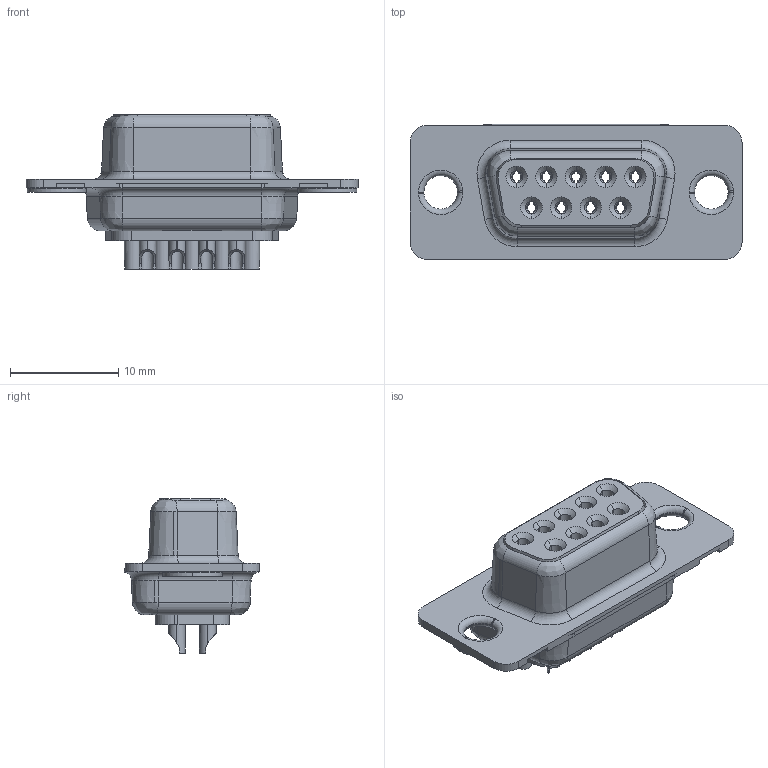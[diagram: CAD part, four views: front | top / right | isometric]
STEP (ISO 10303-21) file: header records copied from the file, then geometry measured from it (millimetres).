
FILE_DESCRIPTION(('STEP AP242'),'1');
FILE_NAME('de09s064tlf.stp','2020-01-09T15:02:11',('TraceParts'),('TraceParts S.A.'),'Spatial InterOp 3D',' ',' ');
FILE_SCHEMA(('AP242_MANAGED_MODEL_BASED_3D_ENGINEERING_MIM_LF {1 0 10303 442 1 1 4}'));
Length unit declared in the file: millimetre
Products named in the file (1): de09s064tlf
Bounding box: 30.67 x 12.49 x 14.25 mm (x, y, z)
Volume: 1600.6 mm3; surface area: 3896.4 mm2
Topology: 1 solids, 1 shells, 1763 faces, 4495 edges, 2742 vertices
Faces by surface type: cylinder 515, cone 469, torus 362, plane 361, bspline 56
Entity records: 61989 total; most frequent: CARTESIAN_POINT 20836, ORIENTED_EDGE 8990, DIRECTION 8332, EDGE_CURVE 4495, AXIS2_PLACEMENT_3D 3448, VERTEX_POINT 2742, EDGE_LOOP 1841, ADVANCED_FACE 1763
